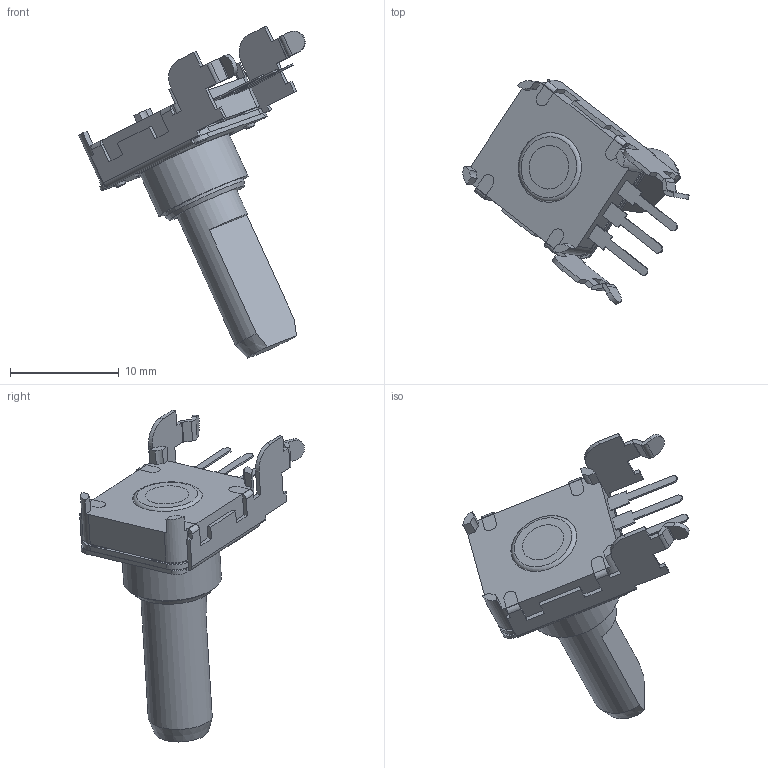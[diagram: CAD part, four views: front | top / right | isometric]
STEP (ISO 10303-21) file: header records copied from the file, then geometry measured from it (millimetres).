
FILE_DESCRIPTION(/* description */ (''),/* implementation_level */ '2;1');
FILE_NAME(/* name */ 'DC12G2420204.stp',/* time_stamp */ '2020-06-15T11:58:14+08:00',/* author */ ('jia'),/* organization */ (''),/* preprocessor_version */ 'ST-DEVELOPER v15.2',/* originating_system */ 'Autodesk Inventor 2014',/* authorisation */ '');
FILE_SCHEMA (('AUTOMOTIVE_DESIGN { 1 0 10303 214 3 1 1 }'));
Length unit declared in the file: millimetre
Products named in the file (1): DC12K臥式-無SW_Shrinkwrap_1
Bounding box: 20.77 x 20.63 x 30.48 mm (x, y, z)
Surface area: 2257.7 mm2 (no closed solid volume)
Topology: 0 solids, 22 shells, 226 faces, 632 edges, 417 vertices
Faces by surface type: plane 159, cylinder 60, cone 4, torus 3
Full cylindrical faces by diameter (mm): 1.2 x4, 4 x1, 6 x1, 6.4 x1, 7.98 x1, 9 x1
Entity records: 7395 total; most frequent: CARTESIAN_POINT 1333, DIRECTION 1209, ORIENTED_EDGE 1112, EDGE_CURVE 616, LINE 457, VECTOR 457, VERTEX_POINT 414, AXIS2_PLACEMENT_3D 376
